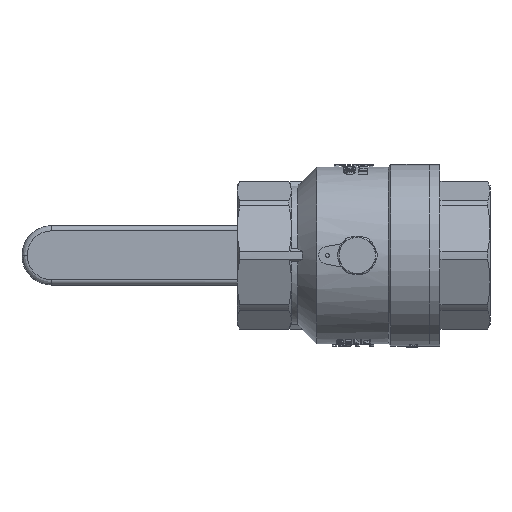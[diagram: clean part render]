
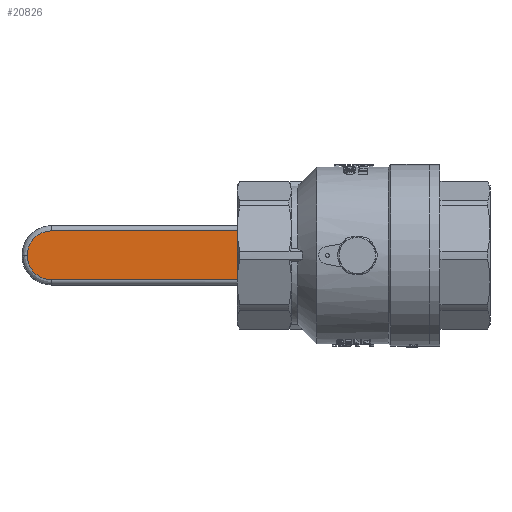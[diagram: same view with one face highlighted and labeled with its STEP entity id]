
A CAD part, front view. The second image highlights one B-rep face of the part: STEP entity #20826.
In plain terms, the highlighted planar face has unit normal (0, -1, 0).
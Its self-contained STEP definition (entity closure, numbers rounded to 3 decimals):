
#1560=PLANE('',#22209);
#2693=CIRCLE('',#22210,9.5);
#2694=CIRCLE('',#22211,9.5);
#3164=LINE('',#32850,#4492);
#3165=LINE('',#32852,#4493);
#3166=LINE('',#32854,#4494);
#4492=VECTOR('',#25314,1000.);
#4493=VECTOR('',#25315,1000.);
#4494=VECTOR('',#25316,1000.);
#5841=ORIENTED_EDGE('',*,*,#12410,.T.);
#5842=ORIENTED_EDGE('',*,*,#12411,.T.);
#5843=ORIENTED_EDGE('',*,*,#12412,.T.);
#5844=ORIENTED_EDGE('',*,*,#12413,.T.);
#5845=ORIENTED_EDGE('',*,*,#12414,.F.);
#12410=EDGE_CURVE('',#15691,#15692,#2693,.T.);
#12411=EDGE_CURVE('',#15692,#15693,#2694,.T.);
#12412=EDGE_CURVE('',#15693,#15694,#3164,.T.);
#12413=EDGE_CURVE('',#15694,#15695,#3165,.T.);
#12414=EDGE_CURVE('',#15691,#15695,#3166,.T.);
#15691=VERTEX_POINT('',#32846);
#15692=VERTEX_POINT('',#32847);
#15693=VERTEX_POINT('',#32849);
#15694=VERTEX_POINT('',#32851);
#15695=VERTEX_POINT('',#32853);
#17902=EDGE_LOOP('',(#5841,#5842,#5843,#5844,#5845));
#19296=FACE_BOUND('',#17902,.T.);
#20826=ADVANCED_FACE('',(#19296),#1560,.T.);
#22209=AXIS2_PLACEMENT_3D('',#32844,#25308,#25309);
#22210=AXIS2_PLACEMENT_3D('',#32845,#25310,#25311);
#22211=AXIS2_PLACEMENT_3D('',#32848,#25312,#25313);
#25308=DIRECTION('',(0.,-1.,0.));
#25309=DIRECTION('',(0.,0.,-1.));
#25310=DIRECTION('',(0.,-1.,0.));
#25311=DIRECTION('',(0.,0.,-1.));
#25312=DIRECTION('',(0.,-1.,0.));
#25313=DIRECTION('',(1.,0.,0.));
#25314=DIRECTION('',(-1.,0.,0.));
#25315=DIRECTION('',(0.,0.,-1.));
#25316=DIRECTION('',(-1.,0.,0.));
#32844=CARTESIAN_POINT('',(36.6,65.8,22.5));
#32845=CARTESIAN_POINT('',(118.5,65.8,22.5));
#32846=CARTESIAN_POINT('',(118.5,65.8,13.));
#32847=CARTESIAN_POINT('',(128.,65.8,22.5));
#32848=CARTESIAN_POINT('',(118.5,65.8,22.5));
#32849=CARTESIAN_POINT('',(118.5,65.8,32.));
#32850=CARTESIAN_POINT('',(78.664,65.8,32.));
#32851=CARTESIAN_POINT('',(37.328,65.8,32.));
#32852=CARTESIAN_POINT('',(37.328,65.8,22.5));
#32853=CARTESIAN_POINT('',(37.328,65.8,13.));
#32854=CARTESIAN_POINT('',(78.664,65.8,13.));
